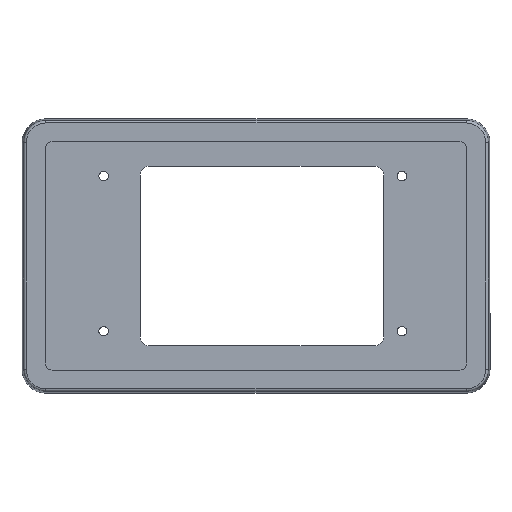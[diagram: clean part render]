
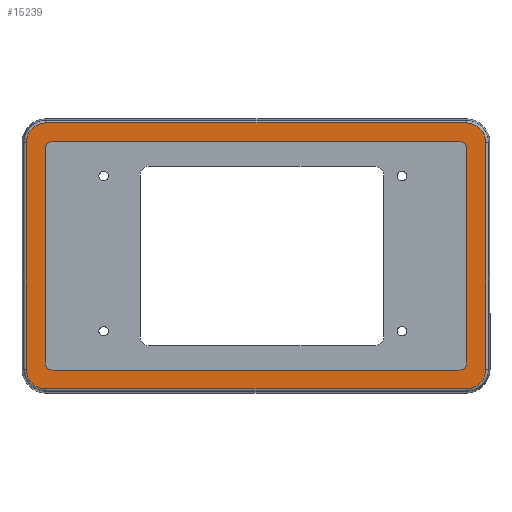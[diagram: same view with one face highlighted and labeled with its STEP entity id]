
A CAD part, top view. The second image highlights one B-rep face of the part: STEP entity #15239.
In plain terms, the highlighted planar face has unit normal (0, 0, 1).
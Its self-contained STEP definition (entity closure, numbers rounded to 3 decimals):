
#28 = AXIS2_PLACEMENT_3D ( 'NONE', #12458, #4854, #9928 ) ;
#148 = CARTESIAN_POINT ( 'NONE',  ( 97.23, 47.88, 10.46 ) ) ;
#237 = CARTESIAN_POINT ( 'NONE',  ( -97.23, 47.88, 10.46 ) ) ;
#246 = DIRECTION ( 'NONE',  ( 1., 0., 0. ) ) ;
#310 = EDGE_CURVE ( 'NONE', #417, #6957, #14781, .T. ) ;
#417 = VERTEX_POINT ( 'NONE', #6827 ) ;
#454 = ORIENTED_EDGE ( 'NONE', *, *, #310, .T. ) ;
#515 = VERTEX_POINT ( 'NONE', #6989 ) ;
#578 = AXIS2_PLACEMENT_3D ( 'NONE', #5866, #10910, #9575 ) ;
#626 = EDGE_CURVE ( 'NONE', #10224, #10190, #5791, .T. ) ;
#678 = LINE ( 'NONE', #8215, #16440 ) ;
#985 = CARTESIAN_POINT ( 'NONE',  ( -97.23, -47.88, 10.46 ) ) ;
#1196 = EDGE_CURVE ( 'NONE', #7422, #2174, #5983, .T. ) ;
#1778 = EDGE_LOOP ( 'NONE', ( #6373, #454, #7789, #5936, #5483, #15403, #14932, #4611 ) ) ;
#1813 = EDGE_CURVE ( 'NONE', #10817, #10224, #14712, .T. ) ;
#1826 = AXIS2_PLACEMENT_3D ( 'NONE', #6934, #6876, #15835 ) ;
#1931 = DIRECTION ( 'NONE',  ( 0., 1., 0. ) ) ;
#2079 = CARTESIAN_POINT ( 'NONE',  ( 89.23, -45.26, 10.46 ) ) ;
#2123 = CARTESIAN_POINT ( 'NONE',  ( -86.23, -48.26, 10.46 ) ) ;
#2174 = VERTEX_POINT ( 'NONE', #5689 ) ;
#2317 = DIRECTION ( 'NONE',  ( 0., -1., 0. ) ) ;
#2357 = DIRECTION ( 'NONE',  ( 1., 0., 0. ) ) ;
#2445 = ORIENTED_EDGE ( 'NONE', *, *, #6239, .T. ) ;
#2457 = CARTESIAN_POINT ( 'NONE',  ( 86.23, 48.26, 10.46 ) ) ;
#2738 = ORIENTED_EDGE ( 'NONE', *, *, #1813, .T. ) ;
#2882 = CIRCLE ( 'NONE', #7628, 3. ) ;
#2894 = CARTESIAN_POINT ( 'NONE',  ( 86.23, 45.26, 10.46 ) ) ;
#3034 = PLANE ( 'NONE',  #1826 ) ;
#3220 = VECTOR ( 'NONE', #9412, 1000. ) ;
#3383 = EDGE_CURVE ( 'NONE', #10190, #13436, #14456, .T. ) ;
#3507 = DIRECTION ( 'NONE',  ( 1., 0., 0. ) ) ;
#3537 = VERTEX_POINT ( 'NONE', #11729 ) ;
#3810 = CARTESIAN_POINT ( 'NONE',  ( -88.85, 47.88, 10.46 ) ) ;
#3863 = DIRECTION ( 'NONE',  ( 1., 0., 0. ) ) ;
#4075 = CARTESIAN_POINT ( 'NONE',  ( -88.85, 56.26, 10.46 ) ) ;
#4237 = EDGE_CURVE ( 'NONE', #8732, #7422, #4682, .T. ) ;
#4611 = ORIENTED_EDGE ( 'NONE', *, *, #5782, .T. ) ;
#4682 = CIRCLE ( 'NONE', #13011, 8.38 ) ;
#4735 = DIRECTION ( 'NONE',  ( -1., 0., 0. ) ) ;
#4854 = DIRECTION ( 'NONE',  ( 0., 0., -1. ) ) ;
#4916 = EDGE_CURVE ( 'NONE', #9754, #6957, #7432, .T. ) ;
#5199 = EDGE_CURVE ( 'NONE', #417, #8324, #16042, .T. ) ;
#5483 = ORIENTED_EDGE ( 'NONE', *, *, #8425, .F. ) ;
#5689 = CARTESIAN_POINT ( 'NONE',  ( 88.85, -56.26, 10.46 ) ) ;
#5782 = EDGE_CURVE ( 'NONE', #10945, #8324, #9999, .T. ) ;
#5791 = LINE ( 'NONE', #14840, #15573 ) ;
#5866 = CARTESIAN_POINT ( 'NONE',  ( 88.85, -47.88, 10.46 ) ) ;
#5936 = ORIENTED_EDGE ( 'NONE', *, *, #14829, .T. ) ;
#5983 = LINE ( 'NONE', #7769, #15767 ) ;
#6113 = ORIENTED_EDGE ( 'NONE', *, *, #15407, .T. ) ;
#6158 = CARTESIAN_POINT ( 'NONE',  ( -88.85, -56.26, 10.46 ) ) ;
#6239 = EDGE_CURVE ( 'NONE', #2174, #9806, #14203, .T. ) ;
#6373 = ORIENTED_EDGE ( 'NONE', *, *, #5199, .F. ) ;
#6382 = DIRECTION ( 'NONE',  ( 1., 0., 0. ) ) ;
#6523 = AXIS2_PLACEMENT_3D ( 'NONE', #15599, #11337, #3863 ) ;
#6607 = CARTESIAN_POINT ( 'NONE',  ( -86.23, 45.26, 10.46 ) ) ;
#6703 = ORIENTED_EDGE ( 'NONE', *, *, #4237, .T. ) ;
#6827 = CARTESIAN_POINT ( 'NONE',  ( -89.23, 45.26, 10.46 ) ) ;
#6876 = DIRECTION ( 'NONE',  ( 0., 0., 1. ) ) ;
#6934 = CARTESIAN_POINT ( 'NONE',  ( -88.85, -47.88, 10.46 ) ) ;
#6957 = VERTEX_POINT ( 'NONE', #7698 ) ;
#6989 = CARTESIAN_POINT ( 'NONE',  ( 89.23, 45.26, 10.46 ) ) ;
#6995 = FACE_BOUND ( 'NONE', #1778, .T. ) ;
#7188 = CARTESIAN_POINT ( 'NONE',  ( 89.23, -48.26, 10.46 ) ) ;
#7222 = DIRECTION ( 'NONE',  ( -1., 0., 0. ) ) ;
#7362 = DIRECTION ( 'NONE',  ( 0., 0., 1. ) ) ;
#7422 = VERTEX_POINT ( 'NONE', #6158 ) ;
#7432 = LINE ( 'NONE', #12331, #12215 ) ;
#7628 = AXIS2_PLACEMENT_3D ( 'NONE', #2894, #11861, #13096 ) ;
#7698 = CARTESIAN_POINT ( 'NONE',  ( -86.23, 48.26, 10.46 ) ) ;
#7701 = ORIENTED_EDGE ( 'NONE', *, *, #8278, .T. ) ;
#7769 = CARTESIAN_POINT ( 'NONE',  ( 88.85, -56.26, 10.46 ) ) ;
#7789 = ORIENTED_EDGE ( 'NONE', *, *, #4916, .F. ) ;
#8202 = CARTESIAN_POINT ( 'NONE',  ( -89.23, -48.26, 10.46 ) ) ;
#8215 = CARTESIAN_POINT ( 'NONE',  ( 97.23, 47.88, 10.46 ) ) ;
#8237 = CARTESIAN_POINT ( 'NONE',  ( 89.23, -48.26, 10.46 ) ) ;
#8278 = EDGE_CURVE ( 'NONE', #9806, #10817, #678, .T. ) ;
#8324 = VERTEX_POINT ( 'NONE', #15952 ) ;
#8425 = EDGE_CURVE ( 'NONE', #10574, #515, #13332, .T. ) ;
#8515 = AXIS2_PLACEMENT_3D ( 'NONE', #9599, #12105, #14822 ) ;
#8599 = EDGE_CURVE ( 'NONE', #10945, #3537, #14970, .T. ) ;
#8618 = ORIENTED_EDGE ( 'NONE', *, *, #626, .T. ) ;
#8732 = VERTEX_POINT ( 'NONE', #16375 ) ;
#9141 = AXIS2_PLACEMENT_3D ( 'NONE', #6607, #14165, #246 ) ;
#9181 = EDGE_CURVE ( 'NONE', #10574, #3537, #11113, .T. ) ;
#9218 = VECTOR ( 'NONE', #15993, 1000. ) ;
#9412 = DIRECTION ( 'NONE',  ( 0., 1., 0. ) ) ;
#9575 = DIRECTION ( 'NONE',  ( 1., 0., 0. ) ) ;
#9599 = CARTESIAN_POINT ( 'NONE',  ( 88.85, 47.88, 10.46 ) ) ;
#9754 = VERTEX_POINT ( 'NONE', #2457 ) ;
#9799 = AXIS2_PLACEMENT_3D ( 'NONE', #3810, #12685, #15268 ) ;
#9806 = VERTEX_POINT ( 'NONE', #10339 ) ;
#9928 = DIRECTION ( 'NONE',  ( 1., 0., 0. ) ) ;
#9999 = CIRCLE ( 'NONE', #28, 3. ) ;
#10190 = VERTEX_POINT ( 'NONE', #4075 ) ;
#10224 = VERTEX_POINT ( 'NONE', #11934 ) ;
#10339 = CARTESIAN_POINT ( 'NONE',  ( 97.23, -47.88, 10.46 ) ) ;
#10574 = VERTEX_POINT ( 'NONE', #2079 ) ;
#10817 = VERTEX_POINT ( 'NONE', #148 ) ;
#10910 = DIRECTION ( 'NONE',  ( 0., 0., 1. ) ) ;
#10945 = VERTEX_POINT ( 'NONE', #2123 ) ;
#11113 = CIRCLE ( 'NONE', #6523, 3. ) ;
#11337 = DIRECTION ( 'NONE',  ( 0., 0., -1. ) ) ;
#11536 = VECTOR ( 'NONE', #3507, 1000. ) ;
#11582 = FACE_OUTER_BOUND ( 'NONE', #13640, .T. ) ;
#11729 = CARTESIAN_POINT ( 'NONE',  ( 86.23, -48.26, 10.46 ) ) ;
#11861 = DIRECTION ( 'NONE',  ( 0., 0., -1. ) ) ;
#11934 = CARTESIAN_POINT ( 'NONE',  ( 88.85, 56.26, 10.46 ) ) ;
#12085 = ORIENTED_EDGE ( 'NONE', *, *, #1196, .T. ) ;
#12105 = DIRECTION ( 'NONE',  ( 0., 0., 1. ) ) ;
#12183 = LINE ( 'NONE', #985, #15207 ) ;
#12215 = VECTOR ( 'NONE', #4735, 1000. ) ;
#12331 = CARTESIAN_POINT ( 'NONE',  ( 89.23, 48.26, 10.46 ) ) ;
#12458 = CARTESIAN_POINT ( 'NONE',  ( -86.23, -45.26, 10.46 ) ) ;
#12685 = DIRECTION ( 'NONE',  ( 0., 0., 1. ) ) ;
#13011 = AXIS2_PLACEMENT_3D ( 'NONE', #15033, #7362, #2357 ) ;
#13096 = DIRECTION ( 'NONE',  ( 1., 0., 0. ) ) ;
#13332 = LINE ( 'NONE', #8237, #3220 ) ;
#13436 = VERTEX_POINT ( 'NONE', #237 ) ;
#13640 = EDGE_LOOP ( 'NONE', ( #6113, #6703, #12085, #2445, #7701, #2738, #8618, #15775 ) ) ;
#14165 = DIRECTION ( 'NONE',  ( 0., 0., -1. ) ) ;
#14203 = CIRCLE ( 'NONE', #578, 8.38 ) ;
#14456 = CIRCLE ( 'NONE', #9799, 8.38 ) ;
#14712 = CIRCLE ( 'NONE', #8515, 8.38 ) ;
#14781 = CIRCLE ( 'NONE', #9141, 3. ) ;
#14822 = DIRECTION ( 'NONE',  ( 1., 0., 0. ) ) ;
#14829 = EDGE_CURVE ( 'NONE', #9754, #515, #2882, .T. ) ;
#14840 = CARTESIAN_POINT ( 'NONE',  ( -88.85, 56.26, 10.46 ) ) ;
#14932 = ORIENTED_EDGE ( 'NONE', *, *, #8599, .F. ) ;
#14970 = LINE ( 'NONE', #7188, #11536 ) ;
#15033 = CARTESIAN_POINT ( 'NONE',  ( -88.85, -47.88, 10.46 ) ) ;
#15207 = VECTOR ( 'NONE', #2317, 1000. ) ;
#15239 = ADVANCED_FACE ( 'NONE', ( #6995, #11582 ), #3034, .T. ) ;
#15268 = DIRECTION ( 'NONE',  ( 1., 0., 0. ) ) ;
#15403 = ORIENTED_EDGE ( 'NONE', *, *, #9181, .T. ) ;
#15407 = EDGE_CURVE ( 'NONE', #13436, #8732, #12183, .T. ) ;
#15573 = VECTOR ( 'NONE', #7222, 1000. ) ;
#15599 = CARTESIAN_POINT ( 'NONE',  ( 86.23, -45.26, 10.46 ) ) ;
#15767 = VECTOR ( 'NONE', #6382, 1000. ) ;
#15775 = ORIENTED_EDGE ( 'NONE', *, *, #3383, .T. ) ;
#15835 = DIRECTION ( 'NONE',  ( 1., 0., 0. ) ) ;
#15952 = CARTESIAN_POINT ( 'NONE',  ( -89.23, -45.26, 10.46 ) ) ;
#15993 = DIRECTION ( 'NONE',  ( 0., -1., 0. ) ) ;
#16042 = LINE ( 'NONE', #8202, #9218 ) ;
#16375 = CARTESIAN_POINT ( 'NONE',  ( -97.23, -47.88, 10.46 ) ) ;
#16440 = VECTOR ( 'NONE', #1931, 1000. ) ;
